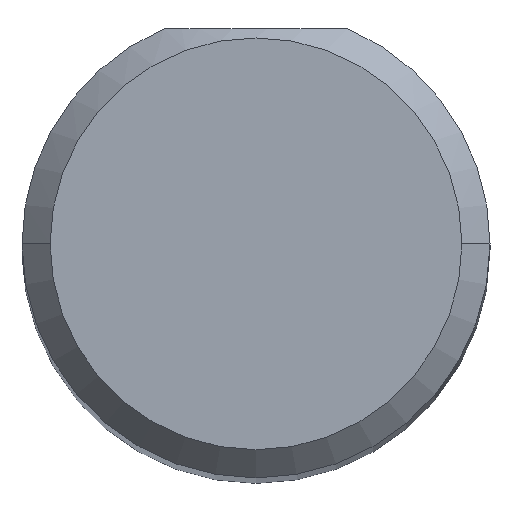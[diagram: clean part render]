
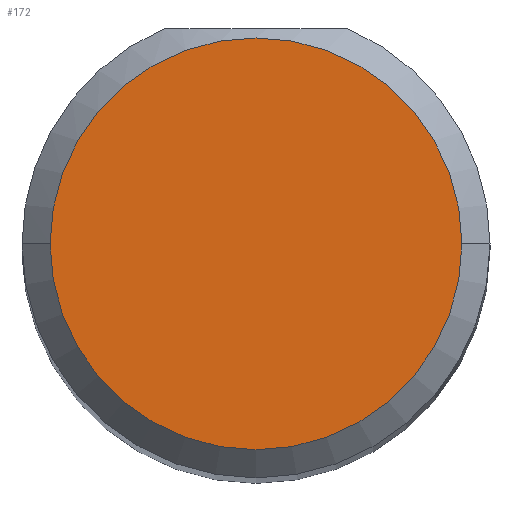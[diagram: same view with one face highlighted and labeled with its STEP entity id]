
A CAD part, top view. The second image highlights one B-rep face of the part: STEP entity #172.
In plain terms, the highlighted planar face has unit normal (0, 0, 1).
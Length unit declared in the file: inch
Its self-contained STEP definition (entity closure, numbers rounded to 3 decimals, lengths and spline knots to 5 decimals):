
#39 = VERTEX_POINT ( 'NONE', #478 ) ;
#64 = EDGE_LOOP ( 'NONE', ( #357, #379 ) ) ;
#65 = DIRECTION ( 'NONE',  ( 0., 0., -1. ) ) ;
#100 = PLANE ( 'NONE',  #148 ) ;
#148 = AXIS2_PLACEMENT_3D ( 'NONE', #152, #280, #196 ) ;
#152 = CARTESIAN_POINT ( 'NONE',  ( 0.5, 0., 2.5 ) ) ;
#157 = CARTESIAN_POINT ( 'NONE',  ( 0.5, 0., 2.5 ) ) ;
#162 = CIRCLE ( 'NONE', #342, 0.11 ) ;
#172 = ADVANCED_FACE ( 'NONE', ( #454 ), #100, .T. ) ;
#189 = DIRECTION ( 'NONE',  ( -1., 0., 0. ) ) ;
#196 = DIRECTION ( 'NONE',  ( -1., 0., 0. ) ) ;
#224 = EDGE_CURVE ( 'NONE', #39, #354, #334, .T. ) ;
#268 = CARTESIAN_POINT ( 'NONE',  ( 0.39, 0., 2.5 ) ) ;
#280 = DIRECTION ( 'NONE',  ( 0., 0., 1. ) ) ;
#281 = DIRECTION ( 'NONE',  ( 0., 0., -1. ) ) ;
#295 = EDGE_CURVE ( 'NONE', #354, #39, #162, .T. ) ;
#334 = CIRCLE ( 'NONE', #530, 0.11 ) ;
#342 = AXIS2_PLACEMENT_3D ( 'NONE', #529, #65, #419 ) ;
#354 = VERTEX_POINT ( 'NONE', #268 ) ;
#357 = ORIENTED_EDGE ( 'NONE', *, *, #224, .F. ) ;
#379 = ORIENTED_EDGE ( 'NONE', *, *, #295, .F. ) ;
#419 = DIRECTION ( 'NONE',  ( -1., 0., 0. ) ) ;
#454 = FACE_OUTER_BOUND ( 'NONE', #64, .T. ) ;
#478 = CARTESIAN_POINT ( 'NONE',  ( 0.61, 0., 2.5 ) ) ;
#529 = CARTESIAN_POINT ( 'NONE',  ( 0.5, 0., 2.5 ) ) ;
#530 = AXIS2_PLACEMENT_3D ( 'NONE', #157, #281, #189 ) ;
